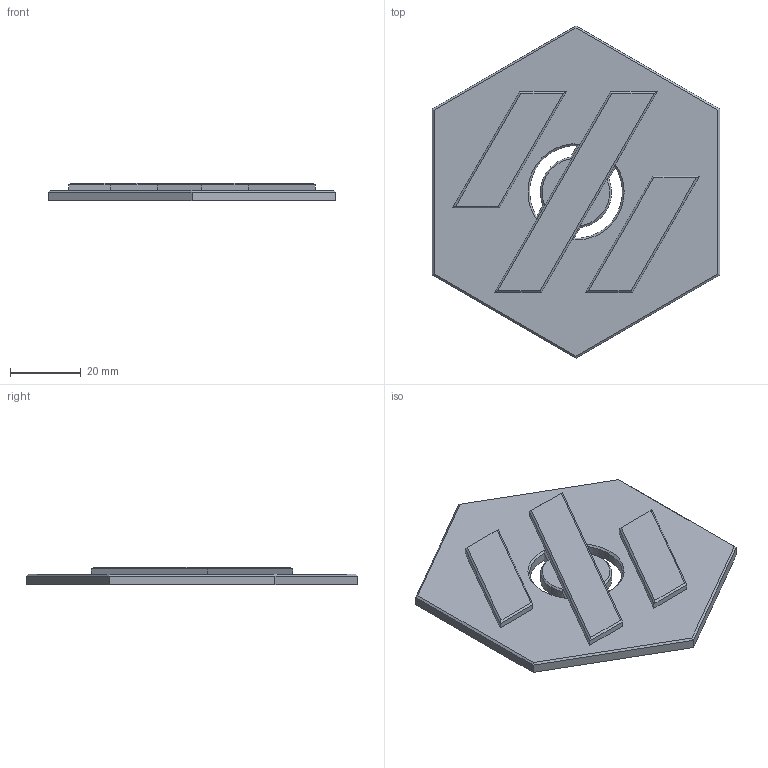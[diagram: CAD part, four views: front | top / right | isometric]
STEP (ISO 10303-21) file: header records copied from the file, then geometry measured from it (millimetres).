
FILE_DESCRIPTION(('HOOPS Exchange Step'),'2;1');
FILE_NAME('temp_export','2020-12-11T15:26:29-06:00',('mobile'),('Shapr3D Limited'),'HOOPS Exchange 2020.2','Shapr3D','Authorized');
FILE_SCHEMA( ('AP203_CONFIGURATION_CONTROLLED_3D_DESIGN_OF_MECHANICAL_PARTS_AND_ASSEMBLIES_MIM_LF') );
Length unit declared in the file: millimetre
Products named in the file (1): Deck_Logo_Insert_transparent
Bounding box: 81.23 x 93.8 x 5 mm (x, y, z)
Volume: 19842.8 mm3; surface area: 12814.8 mm2
Topology: 1 solids, 1 shells, 62 faces, 146 edges, 88 vertices
Faces by surface type: plane 50, cylinder 6, cone 6
Entity records: 1768 total; most frequent: CARTESIAN_POINT 333, ORIENTED_EDGE 292, DIRECTION 278, EDGE_CURVE 146, VECTOR 116, LINE 116, VERTEX_POINT 88, AXIS2_PLACEMENT_3D 81
